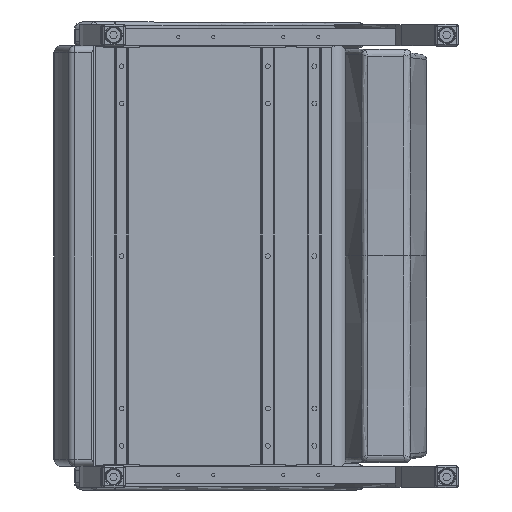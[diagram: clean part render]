
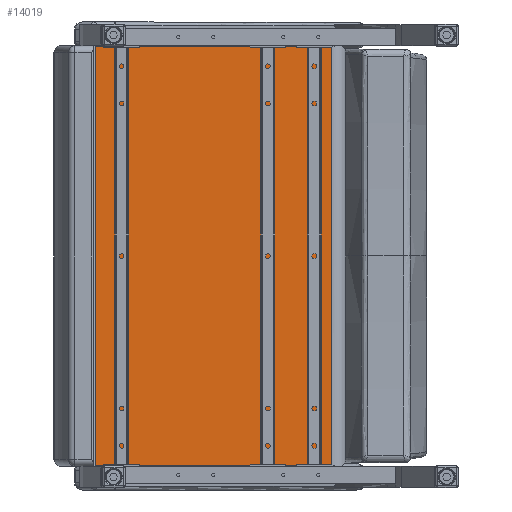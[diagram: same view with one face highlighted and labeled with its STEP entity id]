
A CAD part, front view. The second image highlights one B-rep face of the part: STEP entity #14019.
In plain terms, the highlighted planar face has unit normal (0, -1, 0).
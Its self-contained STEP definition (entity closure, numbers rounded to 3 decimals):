
#702=PLANE('',#15312);
#1728=FACE_OUTER_BOUND('',#2802,.T.);
#2802=EDGE_LOOP('',(#9916,#9917,#9918,#9919));
#4573=LINE('',#22490,#5242);
#4589=LINE('',#22624,#5258);
#4595=LINE('',#22711,#5264);
#4596=LINE('',#22713,#5265);
#5242=VECTOR('',#17387,0.394);
#5258=VECTOR('',#17463,0.394);
#5264=VECTOR('',#17525,0.394);
#5265=VECTOR('',#17528,0.394);
#6042=VERTEX_POINT('',#22478);
#6043=VERTEX_POINT('',#22489);
#6067=VERTEX_POINT('',#22612);
#6068=VERTEX_POINT('',#22623);
#7359=EDGE_CURVE('',#6042,#6043,#4573,.T.);
#7398=EDGE_CURVE('',#6067,#6068,#4589,.T.);
#7423=EDGE_CURVE('',#6067,#6043,#4595,.T.);
#7424=EDGE_CURVE('',#6068,#6042,#4596,.T.);
#9916=ORIENTED_EDGE('',*,*,#7359,.F.);
#9917=ORIENTED_EDGE('',*,*,#7424,.F.);
#9918=ORIENTED_EDGE('',*,*,#7398,.F.);
#9919=ORIENTED_EDGE('',*,*,#7423,.T.);
#14019=ADVANCED_FACE('',(#1728),#702,.T.);
#15312=AXIS2_PLACEMENT_3D('',#22712,#17526,#17527);
#17387=DIRECTION('',(1.,0.,0.));
#17463=DIRECTION('',(-1.,0.,0.));
#17525=DIRECTION('',(0.,0.,1.));
#17526=DIRECTION('center_axis',(0.,-1.,0.));
#17527=DIRECTION('ref_axis',(1.,0.,0.));
#17528=DIRECTION('',(0.,0.,1.));
#22478=CARTESIAN_POINT('',(-12.083,0.797,29.966));
#22489=CARTESIAN_POINT('',(4.791,0.797,29.966));
#22490=CARTESIAN_POINT('',(-9.146,0.797,29.966));
#22612=CARTESIAN_POINT('',(4.791,0.797,0.034));
#22623=CARTESIAN_POINT('',(-12.083,0.797,0.034));
#22624=CARTESIAN_POINT('',(-9.146,0.797,0.034));
#22711=CARTESIAN_POINT('',(4.791,0.797,0.));
#22712=CARTESIAN_POINT('Origin',(-12.083,0.797,0.));
#22713=CARTESIAN_POINT('',(-12.083,0.797,0.));
